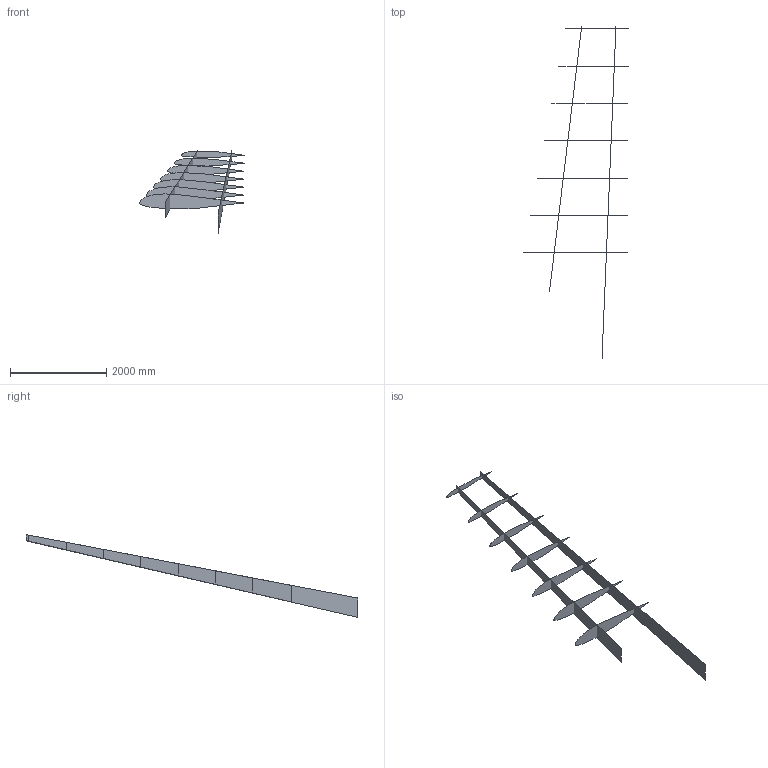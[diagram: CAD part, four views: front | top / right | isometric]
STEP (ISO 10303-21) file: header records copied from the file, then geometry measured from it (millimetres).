
FILE_DESCRIPTION(/* description */ ('STEP AP214'),/* implementation_level */ '2;1');
FILE_NAME(/* name */ '6673db6cf28c3975dbb822dd',/* time_stamp */ '2024-06-20T07:34:05Z',/* author */ (''),/* organization */ (''),/* preprocessor_version */ 'ST-DEVELOPER v20',/* originating_system */ ' ',/* authorisation */ ' ');
FILE_SCHEMA (('AUTOMOTIVE_DESIGN {1 0 10303 214 3 1 1}'));
Length unit declared in the file: metre
Products named in the file (12): Surface 9; Surface 8; Surface 7; Surface 6; Surface 5; Surface 4; Surface 3; Surface 2; Curve 3; Curve 2; Curve 1; Surface 1
Bounding box: 2180.04 x 6900.47 x 1718.98 mm (x, y, z)
Surface area: 5006095.9 mm2 (no closed solid volume)
Topology: 0 solids, 9 shells, 9 faces, 32 edges, 35 vertices
Faces by surface type: plane 9
Entity records: 5010 total; most frequent: CARTESIAN_POINT 4445, DIRECTION 56, ORIENTED_EDGE 29, EDGE_CURVE 29, VERTEX_POINT 29, AXIS2_PLACEMENT_3D 21, B_SPLINE_CURVE_WITH_KNOTS 18, STYLED_ITEM 15
